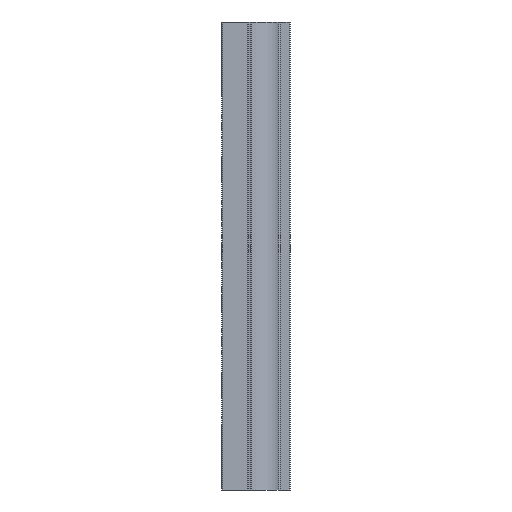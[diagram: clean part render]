
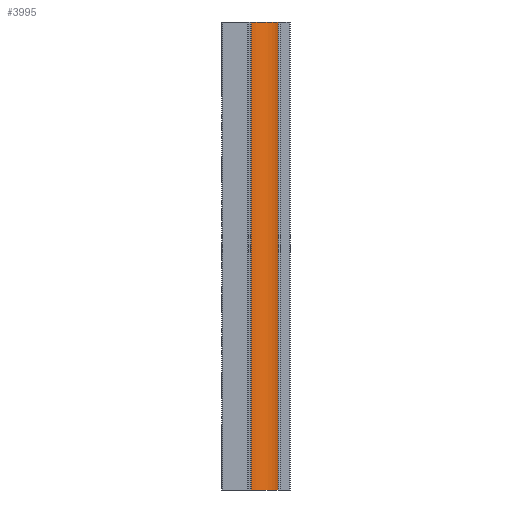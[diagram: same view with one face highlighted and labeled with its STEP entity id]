
A CAD part, left-side view. The second image highlights one B-rep face of the part: STEP entity #3995.
In plain terms, the highlighted cylindrical face has radius 7.1 mm (diameter 14.2 mm), a partial arc.
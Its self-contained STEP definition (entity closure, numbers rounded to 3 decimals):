
#195=CYLINDRICAL_SURFACE('',#4367,7.1);
#383=CIRCLE('',#4368,7.1);
#384=CIRCLE('',#4369,7.1);
#813=ORIENTED_EDGE('',*,*,#1819,.T.);
#814=ORIENTED_EDGE('',*,*,#1820,.F.);
#815=ORIENTED_EDGE('',*,*,#1821,.F.);
#816=ORIENTED_EDGE('',*,*,#1817,.T.);
#1817=EDGE_CURVE('',#2301,#2300,#2604,.T.);
#1819=EDGE_CURVE('',#2300,#2302,#383,.T.);
#1820=EDGE_CURVE('',#2303,#2302,#2605,.T.);
#1821=EDGE_CURVE('',#2301,#2303,#384,.T.);
#2300=VERTEX_POINT('',#6892);
#2301=VERTEX_POINT('',#6894);
#2302=VERTEX_POINT('',#6898);
#2303=VERTEX_POINT('',#6900);
#2604=LINE('',#6893,#2859);
#2605=LINE('',#6899,#2860);
#2859=VECTOR('',#5106,1000.);
#2860=VECTOR('',#5113,1000.);
#3110=EDGE_LOOP('',(#813,#814,#815,#816));
#3531=FACE_BOUND('',#3110,.T.);
#3995=ADVANCED_FACE('',(#3531),#195,.T.);
#4367=AXIS2_PLACEMENT_3D('',#6896,#5109,#5110);
#4368=AXIS2_PLACEMENT_3D('',#6897,#5111,#5112);
#4369=AXIS2_PLACEMENT_3D('',#6901,#5114,#5115);
#5106=DIRECTION('',(0.,0.,-1.));
#5109=DIRECTION('',(0.,0.,-1.));
#5110=DIRECTION('',(-1.,0.,0.));
#5111=DIRECTION('',(0.,0.,1.));
#5112=DIRECTION('',(1.,0.,0.));
#5113=DIRECTION('',(0.,0.,-1.));
#5114=DIRECTION('',(0.,0.,1.));
#5115=DIRECTION('',(1.,0.,0.));
#6892=CARTESIAN_POINT('',(18.368,2.95,0.));
#6893=CARTESIAN_POINT('',(18.368,2.95,114.));
#6894=CARTESIAN_POINT('',(18.368,2.95,114.));
#6896=CARTESIAN_POINT('',(16.5,9.8,114.));
#6897=CARTESIAN_POINT('',(16.5,9.8,0.));
#6898=CARTESIAN_POINT('',(23.594,9.516,0.));
#6899=CARTESIAN_POINT('',(23.594,9.516,114.));
#6900=CARTESIAN_POINT('',(23.594,9.516,114.));
#6901=CARTESIAN_POINT('',(16.5,9.8,114.));
